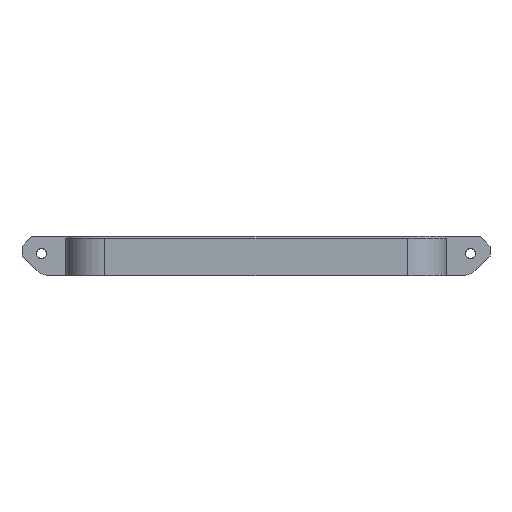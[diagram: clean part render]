
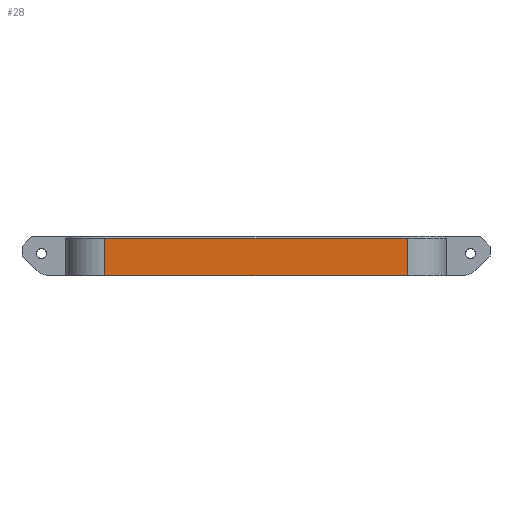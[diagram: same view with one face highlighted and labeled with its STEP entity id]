
A CAD part, left-side view. The second image highlights one B-rep face of the part: STEP entity #28.
In plain terms, the highlighted planar face has unit normal (-1, 0, 0).
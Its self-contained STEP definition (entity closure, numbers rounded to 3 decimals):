
#11 = EDGE_CURVE ( 'NONE', #13, #963, #2592, .T. ) ;
#13 = VERTEX_POINT ( 'NONE', #1326 ) ;
#28 = ADVANCED_FACE ( 'NONE', ( #2690 ), #376, .F. ) ;
#45 = CARTESIAN_POINT ( 'NONE',  ( 0., 0., 3.8 ) ) ;
#252 = ORIENTED_EDGE ( 'NONE', *, *, #3138, .T. ) ;
#289 = EDGE_LOOP ( 'NONE', ( #252, #2673, #3805, #2777 ) ) ;
#376 = PLANE ( 'NONE',  #3035 ) ;
#438 = CARTESIAN_POINT ( 'NONE',  ( 0., 39.5, 2.533 ) ) ;
#622 = DIRECTION ( 'NONE',  ( 0., 1., 0. ) ) ;
#659 = DIRECTION ( 'NONE',  ( 0., -1., 0. ) ) ;
#664 = LINE ( 'NONE', #45, #2343 ) ;
#963 = VERTEX_POINT ( 'NONE', #3005 ) ;
#989 = CARTESIAN_POINT ( 'NONE',  ( 0., 39.5, 3.8 ) ) ;
#1012 = DIRECTION ( 'NONE',  ( 0., 0., -1. ) ) ;
#1067 = VECTOR ( 'NONE', #659, 1000. ) ;
#1113 = EDGE_CURVE ( 'NONE', #963, #1516, #2595, .T. ) ;
#1196 = CARTESIAN_POINT ( 'NONE',  ( 0., 8.5, 0. ) ) ;
#1208 = B_SPLINE_CURVE_WITH_KNOTS ( 'NONE', 3,
 ( #1930, #3609, #3624, #3283 ),
 .UNSPECIFIED., .F., .F.,
 ( 4, 4 ),
 ( 0., 0.004 ),
 .UNSPECIFIED. ) ;
#1255 = CARTESIAN_POINT ( 'NONE',  ( 0., 0., 0. ) ) ;
#1326 = CARTESIAN_POINT ( 'NONE',  ( 0., 39.5, 3.8 ) ) ;
#1383 = CARTESIAN_POINT ( 'NONE',  ( 0., 39.5, 0. ) ) ;
#1413 = CARTESIAN_POINT ( 'NONE',  ( 0., 8.5, 3.8 ) ) ;
#1516 = VERTEX_POINT ( 'NONE', #1196 ) ;
#1930 = CARTESIAN_POINT ( 'NONE',  ( 0., 8.5, 0. ) ) ;
#1963 = CARTESIAN_POINT ( 'NONE',  ( 0., 39.5, 1.267 ) ) ;
#2343 = VECTOR ( 'NONE', #622, 1000. ) ;
#2365 = DIRECTION ( 'NONE',  ( 1., 0., 0. ) ) ;
#2592 = B_SPLINE_CURVE_WITH_KNOTS ( 'NONE', 3,
 ( #989, #438, #1963, #1383 ),
 .UNSPECIFIED., .F., .F.,
 ( 4, 4 ),
 ( 0., 0.004 ),
 .UNSPECIFIED. ) ;
#2595 = LINE ( 'NONE', #1255, #1067 ) ;
#2673 = ORIENTED_EDGE ( 'NONE', *, *, #4016, .T. ) ;
#2690 = FACE_OUTER_BOUND ( 'NONE', #289, .T. ) ;
#2777 = ORIENTED_EDGE ( 'NONE', *, *, #1113, .T. ) ;
#3005 = CARTESIAN_POINT ( 'NONE',  ( 0., 39.5, 0. ) ) ;
#3035 = AXIS2_PLACEMENT_3D ( 'NONE', #3277, #2365, #1012 ) ;
#3138 = EDGE_CURVE ( 'NONE', #1516, #3221, #1208, .T. ) ;
#3221 = VERTEX_POINT ( 'NONE', #1413 ) ;
#3277 = CARTESIAN_POINT ( 'NONE',  ( 0., 0., 4. ) ) ;
#3283 = CARTESIAN_POINT ( 'NONE',  ( 0., 8.5, 3.8 ) ) ;
#3609 = CARTESIAN_POINT ( 'NONE',  ( 0., 8.5, 1.267 ) ) ;
#3624 = CARTESIAN_POINT ( 'NONE',  ( 0., 8.5, 2.533 ) ) ;
#3805 = ORIENTED_EDGE ( 'NONE', *, *, #11, .T. ) ;
#4016 = EDGE_CURVE ( 'NONE', #3221, #13, #664, .T. ) ;
